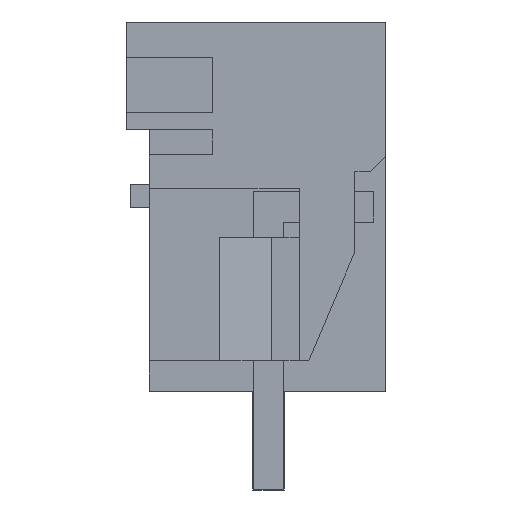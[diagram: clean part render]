
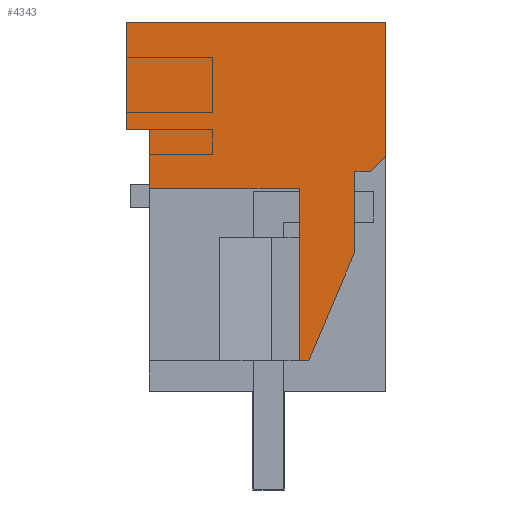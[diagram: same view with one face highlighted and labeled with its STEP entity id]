
A CAD part, left-side view. The second image highlights one B-rep face of the part: STEP entity #4343.
In plain terms, the highlighted planar face has unit normal (-1, 0, 0).
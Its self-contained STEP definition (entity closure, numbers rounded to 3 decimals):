
#4268=AXIS2_PLACEMENT_3D('Plane Axis2P3D',#4265,#4266,#4267) ;
#2249=CARTESIAN_POINT('Vertex',(0.,0.,15.2)) ;
#2252=CARTESIAN_POINT('Line Origine',(0.,0.,13.023)) ;
#2256=CARTESIAN_POINT('Vertex',(0.,0.,10.846)) ;
#3176=CARTESIAN_POINT('Vertex',(0.,7.68,9.8)) ;
#3179=CARTESIAN_POINT('Line Origine',(0.,7.68,10.75)) ;
#3183=CARTESIAN_POINT('Vertex',(0.,7.68,11.7)) ;
#4246=CARTESIAN_POINT('Line Origine',(0.,0.25,10.596)) ;
#4250=CARTESIAN_POINT('Vertex',(0.,0.5,10.346)) ;
#4265=CARTESIAN_POINT('Axis2P3D Location',(0.,-1.5,3.2)) ;
#4270=CARTESIAN_POINT('Line Origine',(0.,4.215,15.2)) ;
#4274=CARTESIAN_POINT('Vertex',(0.,8.43,15.2)) ;
#4277=CARTESIAN_POINT('Line Origine',(0.,8.43,13.45)) ;
#4281=CARTESIAN_POINT('Vertex',(0.,8.43,11.7)) ;
#4284=CARTESIAN_POINT('Line Origine',(0.,8.055,11.7)) ;
#4289=CARTESIAN_POINT('Line Origine',(0.,5.245,9.8)) ;
#4293=CARTESIAN_POINT('Vertex',(0.,2.81,9.8)) ;
#4296=CARTESIAN_POINT('Line Origine',(0.,2.81,7.)) ;
#4300=CARTESIAN_POINT('Vertex',(0.,2.81,4.2)) ;
#4303=CARTESIAN_POINT('Line Origine',(0.,2.655,4.2)) ;
#4307=CARTESIAN_POINT('Vertex',(0.,2.501,4.2)) ;
#4310=CARTESIAN_POINT('Line Origine',(0.,1.752,5.968)) ;
#4314=CARTESIAN_POINT('Vertex',(0.,1.003,7.735)) ;
#4317=CARTESIAN_POINT('Line Origine',(0.,1.003,9.041)) ;
#4321=CARTESIAN_POINT('Vertex',(0.,1.003,10.346)) ;
#4324=CARTESIAN_POINT('Line Origine',(0.,0.751,10.346)) ;
#2253=DIRECTION('Vector Direction',(0.,0.,1.)) ;
#3180=DIRECTION('Vector Direction',(0.,0.,-1.)) ;
#4247=DIRECTION('Vector Direction',(0.,-0.707,0.707)) ;
#4266=DIRECTION('Axis2P3D Direction',(-1.,0.,0.)) ;
#4267=DIRECTION('Axis2P3D XDirection',(0.,0.,1.)) ;
#4271=DIRECTION('Vector Direction',(0.,1.,0.)) ;
#4278=DIRECTION('Vector Direction',(0.,0.,-1.)) ;
#4285=DIRECTION('Vector Direction',(0.,-1.,0.)) ;
#4290=DIRECTION('Vector Direction',(0.,-1.,0.)) ;
#4297=DIRECTION('Vector Direction',(0.,0.,-1.)) ;
#4304=DIRECTION('Vector Direction',(0.,1.,0.)) ;
#4311=DIRECTION('Vector Direction',(0.,0.39,-0.921)) ;
#4318=DIRECTION('Vector Direction',(0.,0.,-1.)) ;
#4325=DIRECTION('Vector Direction',(0.,-1.,0.)) ;
#2254=VECTOR('Line Direction',#2253,1.) ;
#3181=VECTOR('Line Direction',#3180,1.) ;
#4248=VECTOR('Line Direction',#4247,1.) ;
#4272=VECTOR('Line Direction',#4271,1.) ;
#4279=VECTOR('Line Direction',#4278,1.) ;
#4286=VECTOR('Line Direction',#4285,1.) ;
#4291=VECTOR('Line Direction',#4290,1.) ;
#4298=VECTOR('Line Direction',#4297,1.) ;
#4305=VECTOR('Line Direction',#4304,1.) ;
#4312=VECTOR('Line Direction',#4311,1.) ;
#4319=VECTOR('Line Direction',#4318,1.) ;
#4326=VECTOR('Line Direction',#4325,1.) ;
#4330=ORIENTED_EDGE('',*,*,#2258,.T.) ;
#4331=ORIENTED_EDGE('',*,*,#4276,.T.) ;
#4332=ORIENTED_EDGE('',*,*,#4283,.T.) ;
#4333=ORIENTED_EDGE('',*,*,#4288,.T.) ;
#4334=ORIENTED_EDGE('',*,*,#3185,.T.) ;
#4335=ORIENTED_EDGE('',*,*,#4295,.T.) ;
#4336=ORIENTED_EDGE('',*,*,#4302,.T.) ;
#4337=ORIENTED_EDGE('',*,*,#4309,.F.) ;
#4338=ORIENTED_EDGE('',*,*,#4316,.F.) ;
#4339=ORIENTED_EDGE('',*,*,#4323,.F.) ;
#4340=ORIENTED_EDGE('',*,*,#4328,.F.) ;
#4341=ORIENTED_EDGE('',*,*,#4252,.F.) ;
#4343=ADVANCED_FACE('HOUSING',(#4342),#4269,.T.) ;
#2258=EDGE_CURVE('',#2257,#2250,#2255,.T.) ;
#3185=EDGE_CURVE('',#3184,#3177,#3182,.T.) ;
#4252=EDGE_CURVE('',#2257,#4251,#4249,.F.) ;
#4276=EDGE_CURVE('',#2250,#4275,#4273,.T.) ;
#4283=EDGE_CURVE('',#4275,#4282,#4280,.T.) ;
#4288=EDGE_CURVE('',#4282,#3184,#4287,.T.) ;
#4295=EDGE_CURVE('',#3177,#4294,#4292,.T.) ;
#4302=EDGE_CURVE('',#4294,#4301,#4299,.T.) ;
#4309=EDGE_CURVE('',#4308,#4301,#4306,.T.) ;
#4316=EDGE_CURVE('',#4315,#4308,#4313,.T.) ;
#4323=EDGE_CURVE('',#4322,#4315,#4320,.T.) ;
#4328=EDGE_CURVE('',#4251,#4322,#4327,.F.) ;
#4329=EDGE_LOOP('',(#4330,#4331,#4332,#4333,#4334,#4335,#4336,#4337,#4338,#4339,#4340,#4341)) ;
#4342=FACE_OUTER_BOUND('',#4329,.T.) ;
#2255=LINE('Line',#2252,#2254) ;
#3182=LINE('Line',#3179,#3181) ;
#4249=LINE('Line',#4246,#4248) ;
#4273=LINE('Line',#4270,#4272) ;
#4280=LINE('Line',#4277,#4279) ;
#4287=LINE('Line',#4284,#4286) ;
#4292=LINE('Line',#4289,#4291) ;
#4299=LINE('Line',#4296,#4298) ;
#4306=LINE('Line',#4303,#4305) ;
#4313=LINE('Line',#4310,#4312) ;
#4320=LINE('Line',#4317,#4319) ;
#4327=LINE('Line',#4324,#4326) ;
#4269=PLANE('',#4268) ;
#2250=VERTEX_POINT('',#2249) ;
#2257=VERTEX_POINT('',#2256) ;
#3177=VERTEX_POINT('',#3176) ;
#3184=VERTEX_POINT('',#3183) ;
#4251=VERTEX_POINT('',#4250) ;
#4275=VERTEX_POINT('',#4274) ;
#4282=VERTEX_POINT('',#4281) ;
#4294=VERTEX_POINT('',#4293) ;
#4301=VERTEX_POINT('',#4300) ;
#4308=VERTEX_POINT('',#4307) ;
#4315=VERTEX_POINT('',#4314) ;
#4322=VERTEX_POINT('',#4321) ;
